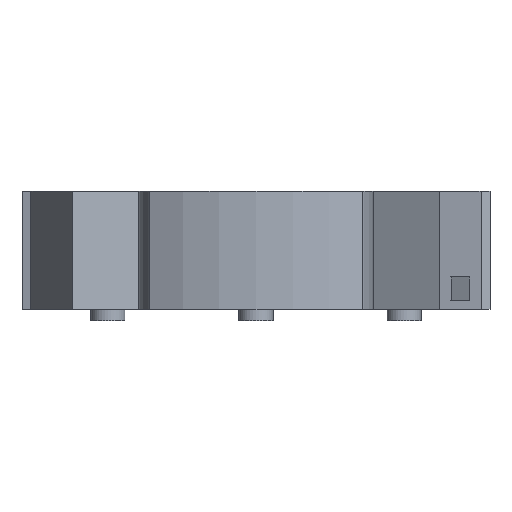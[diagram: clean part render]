
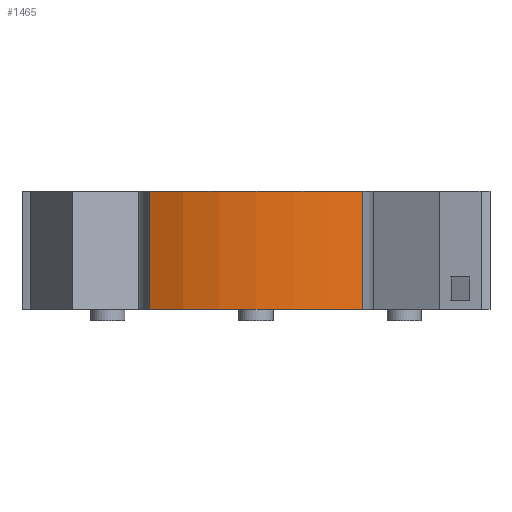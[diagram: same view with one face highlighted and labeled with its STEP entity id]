
A CAD part, left-side view. The second image highlights one B-rep face of the part: STEP entity #1465.
In plain terms, the highlighted cylindrical face has radius 68.474 mm (diameter 136.947 mm), a partial arc.
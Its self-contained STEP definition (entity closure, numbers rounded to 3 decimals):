
#137=FACE_OUTER_BOUND('',#218,.T.);
#218=EDGE_LOOP('',(#1196,#1197,#1198,#1199));
#370=LINE('',#2254,#553);
#371=LINE('',#2260,#554);
#553=VECTOR('',#1837,10.);
#554=VECTOR('',#1844,10.);
#635=CIRCLE('',#1568,68.474);
#636=CIRCLE('',#1569,68.474);
#731=VERTEX_POINT('',#2250);
#732=VERTEX_POINT('',#2252);
#733=VERTEX_POINT('',#2256);
#734=VERTEX_POINT('',#2258);
#908=EDGE_CURVE('',#731,#732,#370,.T.);
#909=EDGE_CURVE('',#731,#733,#635,.T.);
#910=EDGE_CURVE('',#734,#732,#636,.T.);
#911=EDGE_CURVE('',#733,#734,#371,.T.);
#1196=ORIENTED_EDGE('',*,*,#909,.F.);
#1197=ORIENTED_EDGE('',*,*,#908,.T.);
#1198=ORIENTED_EDGE('',*,*,#910,.F.);
#1199=ORIENTED_EDGE('',*,*,#911,.F.);
#1413=CYLINDRICAL_SURFACE('',#1567,68.474);
#1465=ADVANCED_FACE('',(#137),#1413,.T.);
#1567=AXIS2_PLACEMENT_3D('',#2255,#1838,#1839);
#1568=AXIS2_PLACEMENT_3D('',#2257,#1840,#1841);
#1569=AXIS2_PLACEMENT_3D('',#2259,#1842,#1843);
#1837=DIRECTION('',(0.,0.,-1.));
#1838=DIRECTION('center_axis',(0.,0.,-1.));
#1839=DIRECTION('ref_axis',(-1.,0.,0.));
#1840=DIRECTION('center_axis',(0.,0.,1.));
#1841=DIRECTION('ref_axis',(1.,0.,0.));
#1842=DIRECTION('center_axis',(0.,0.,-1.));
#1843=DIRECTION('ref_axis',(1.,0.,0.));
#1844=DIRECTION('',(0.,0.,-1.));
#2250=CARTESIAN_POINT('',(-60.962,31.181,-5.5));
#2252=CARTESIAN_POINT('',(-60.962,31.181,-40.));
#2254=CARTESIAN_POINT('',(-60.962,31.181,-5.5));
#2255=CARTESIAN_POINT('Origin',(0.,0.,-5.5));
#2256=CARTESIAN_POINT('',(-60.962,-31.181,-5.5));
#2257=CARTESIAN_POINT('Origin',(0.,0.,-5.5));
#2258=CARTESIAN_POINT('',(-60.962,-31.181,-40.));
#2259=CARTESIAN_POINT('Origin',(0.,0.,-40.));
#2260=CARTESIAN_POINT('',(-60.962,-31.181,-5.5));
